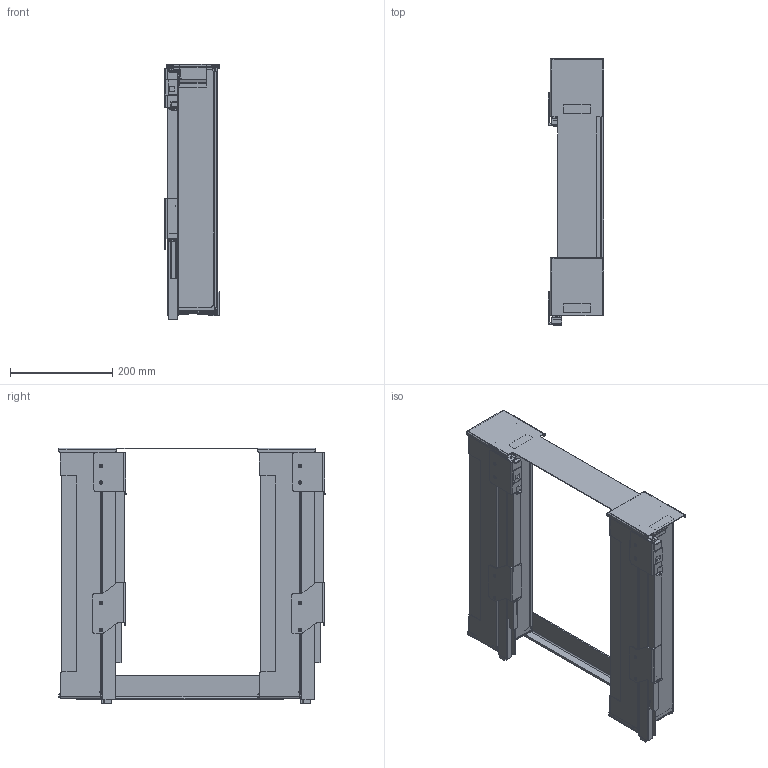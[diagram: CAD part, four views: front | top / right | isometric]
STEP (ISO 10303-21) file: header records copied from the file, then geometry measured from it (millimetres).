
FILE_DESCRIPTION(/* description */ (''),/* implementation_level */ '2;1');
FILE_NAME(/* name */ '3D_200-2520-XX.sat.ipt.stp',/* time_stamp */ '2023-04-17T13:51:58+02:00',/* author */ (''),/* organization */ (''),/* preprocessor_version */ 'ST-DEVELOPER v18.1',/* originating_system */ 'Autodesk Inventor 2021',/* authorisation */ '');
FILE_SCHEMA (('CONFIG_CONTROL_DESIGN'));
Length unit declared in the file: millimetre
Products named in the file (1): 3D_200-2520-XX.sat
Bounding box: 108.5 x 520.48 x 499.7 mm (x, y, z)
Volume: 2132254.1 mm3; surface area: 1032245.9 mm2
Topology: 3 solids, 3 shells, 1050 faces, 2854 edges, 1820 vertices
Faces by surface type: plane 694, cylinder 308, bspline 48
Full cylindrical faces by diameter (mm): 0.2 x4, 6.8 x8
Entity records: 34362 total; most frequent: CARTESIAN_POINT 7135, ORIENTED_EDGE 5708, DIRECTION 5472, EDGE_CURVE 2854, LINE 2130, VECTOR 2130, VERTEX_POINT 1820, AXIS2_PLACEMENT_3D 1671
